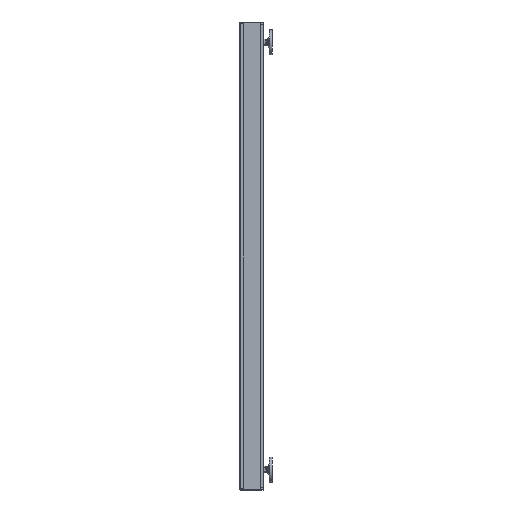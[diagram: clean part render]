
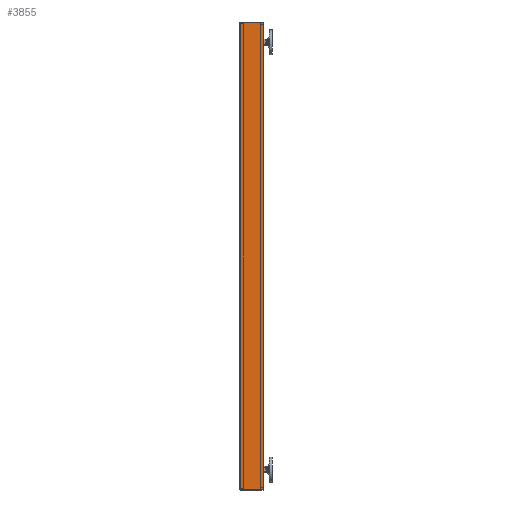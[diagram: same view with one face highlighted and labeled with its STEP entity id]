
A CAD part, left-side view. The second image highlights one B-rep face of the part: STEP entity #3855.
In plain terms, the highlighted face is planar.
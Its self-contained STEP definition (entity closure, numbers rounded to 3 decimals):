
#368 = EDGE_CURVE ( 'NONE', #3476, #3830, #4294, .T. ) ;
#454 = PLANE ( 'NONE',  #8160 ) ;
#784 = DIRECTION ( 'NONE',  ( 0., 1., 0. ) ) ;
#885 = VECTOR ( 'NONE', #2308, 1000. ) ;
#1139 = CARTESIAN_POINT ( 'NONE',  ( 750., -2., 748. ) ) ;
#1163 = DIRECTION ( 'NONE',  ( 0., 0., 1. ) ) ;
#1322 = VECTOR ( 'NONE', #784, 1000. ) ;
#1588 = CARTESIAN_POINT ( 'NONE',  ( 750., -75., 748. ) ) ;
#1728 = DIRECTION ( 'NONE',  ( 0., 0., -1. ) ) ;
#1747 = ORIENTED_EDGE ( 'NONE', *, *, #4098, .T. ) ;
#2308 = DIRECTION ( 'NONE',  ( 0., 0., -1. ) ) ;
#2876 = VERTEX_POINT ( 'NONE', #5911 ) ;
#3476 = VERTEX_POINT ( 'NONE', #7300 ) ;
#3578 = LINE ( 'NONE', #1588, #885 ) ;
#3677 = CARTESIAN_POINT ( 'NONE',  ( 750., -75., -748. ) ) ;
#3830 = VERTEX_POINT ( 'NONE', #1139 ) ;
#3855 = ADVANCED_FACE ( 'NONE', ( #4458 ), #454, .T. ) ;
#3935 = ORIENTED_EDGE ( 'NONE', *, *, #4090, .T. ) ;
#4090 = EDGE_CURVE ( 'NONE', #3476, #2876, #3578, .T. ) ;
#4098 = EDGE_CURVE ( 'NONE', #2876, #5362, #4319, .T. ) ;
#4294 = LINE ( 'NONE', #7874, #1322 ) ;
#4319 = LINE ( 'NONE', #3677, #6143 ) ;
#4458 = FACE_OUTER_BOUND ( 'NONE', #8318, .T. ) ;
#4614 = CARTESIAN_POINT ( 'NONE',  ( 750., -2., 748. ) ) ;
#5362 = VERTEX_POINT ( 'NONE', #5762 ) ;
#5762 = CARTESIAN_POINT ( 'NONE',  ( 750., -2., -748. ) ) ;
#5790 = ORIENTED_EDGE ( 'NONE', *, *, #8730, .T. ) ;
#5911 = CARTESIAN_POINT ( 'NONE',  ( 750., -75., -748. ) ) ;
#6143 = VECTOR ( 'NONE', #8488, 1000. ) ;
#6532 = VECTOR ( 'NONE', #1163, 1000. ) ;
#7259 = CARTESIAN_POINT ( 'NONE',  ( 750., -75., 748. ) ) ;
#7300 = CARTESIAN_POINT ( 'NONE',  ( 750., -75., 748. ) ) ;
#7874 = CARTESIAN_POINT ( 'NONE',  ( 750., -75., 748. ) ) ;
#7991 = DIRECTION ( 'NONE',  ( 1., 0., 0. ) ) ;
#8146 = LINE ( 'NONE', #4614, #6532 ) ;
#8160 = AXIS2_PLACEMENT_3D ( 'NONE', #7259, #7991, #1728 ) ;
#8318 = EDGE_LOOP ( 'NONE', ( #1747, #5790, #8963, #3935 ) ) ;
#8488 = DIRECTION ( 'NONE',  ( 0., 1., 0. ) ) ;
#8730 = EDGE_CURVE ( 'NONE', #5362, #3830, #8146, .T. ) ;
#8963 = ORIENTED_EDGE ( 'NONE', *, *, #368, .F. ) ;
